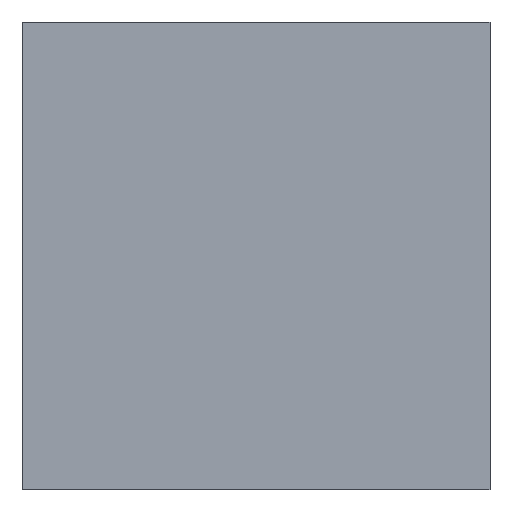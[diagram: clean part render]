
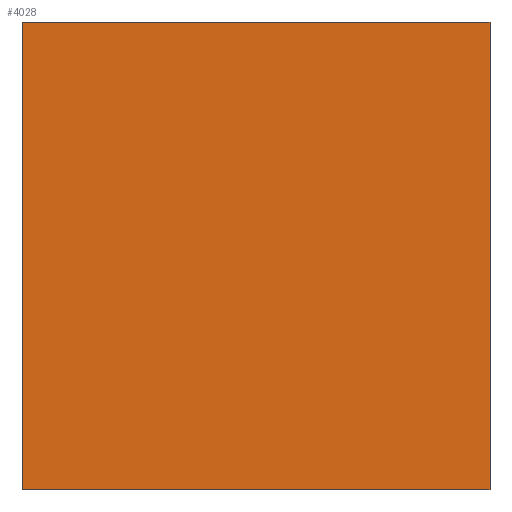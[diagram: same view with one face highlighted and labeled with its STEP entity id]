
A CAD part, left-side view. The second image highlights one B-rep face of the part: STEP entity #4028.
In plain terms, the highlighted planar face has unit normal (-1, 0, 0).
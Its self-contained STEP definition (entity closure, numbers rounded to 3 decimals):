
#746=ORIENTED_EDGE('',*,*,#1618,.F.);
#747=ORIENTED_EDGE('',*,*,#1625,.F.);
#748=ORIENTED_EDGE('',*,*,#1623,.F.);
#749=ORIENTED_EDGE('',*,*,#1621,.F.);
#1618=EDGE_CURVE('',#2110,#2111,#2558,.T.);
#1621=EDGE_CURVE('',#2111,#2112,#2561,.T.);
#1623=EDGE_CURVE('',#2112,#2113,#2563,.T.);
#1625=EDGE_CURVE('',#2113,#2110,#2565,.T.);
#2110=VERTEX_POINT('',#6925);
#2111=VERTEX_POINT('',#6926);
#2112=VERTEX_POINT('',#6931);
#2113=VERTEX_POINT('',#6935);
#2558=LINE('',#6924,#3066);
#2561=LINE('',#6930,#3069);
#2563=LINE('',#6934,#3071);
#2565=LINE('',#6938,#3073);
#3066=VECTOR('',#5769,1000.);
#3069=VECTOR('',#5774,1000.);
#3071=VECTOR('',#5778,1000.);
#3073=VECTOR('',#5782,1000.);
#3427=EDGE_LOOP('',(#746,#747,#748,#749));
#3645=FACE_BOUND('',#3427,.T.);
#3837=PLANE('',#5089);
#4028=ADVANCED_FACE('',(#3645),#3837,.F.);
#5089=AXIS2_PLACEMENT_3D('',#6939,#5783,#5784);
#5769=DIRECTION('',(0.,0.,1.));
#5774=DIRECTION('',(0.,-1.,0.));
#5778=DIRECTION('',(0.,0.,-1.));
#5782=DIRECTION('',(0.,1.,0.));
#5783=DIRECTION('',(1.,0.,0.));
#5784=DIRECTION('',(0.,1.,0.));
#6924=CARTESIAN_POINT('',(0.,1.,-1.));
#6925=CARTESIAN_POINT('',(0.,1.,-1.));
#6926=CARTESIAN_POINT('',(0.,1.,1.));
#6930=CARTESIAN_POINT('',(0.,1.,1.));
#6931=CARTESIAN_POINT('',(0.,-1.,1.));
#6934=CARTESIAN_POINT('',(0.,-1.,1.));
#6935=CARTESIAN_POINT('',(0.,-1.,-1.));
#6938=CARTESIAN_POINT('',(0.,-1.,-1.));
#6939=CARTESIAN_POINT('',(0.,0.,0.));
